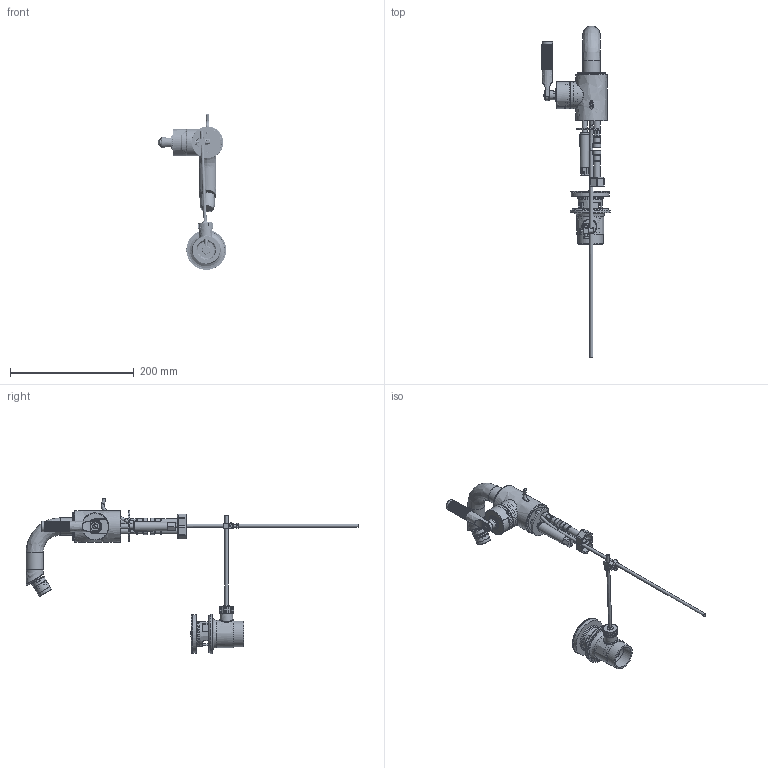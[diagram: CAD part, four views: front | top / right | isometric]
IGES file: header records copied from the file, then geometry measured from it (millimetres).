
Global section: file name: V7K19-LK-RH.; native system: Autodesk Inventor 2018; preprocessor: unknown; author: aduggalther; date: 20180208.093536; units: millimetre
Bounding box: 110.36 x 536.81 x 251.59 mm (x, y, z)
Volume: 367546.5 mm3; surface area: 220751.1 mm2
Topology: 61 solids, 61 shells, 9974 faces, 21735 edges, 11984 vertices
Faces by surface type: bspline 9974
